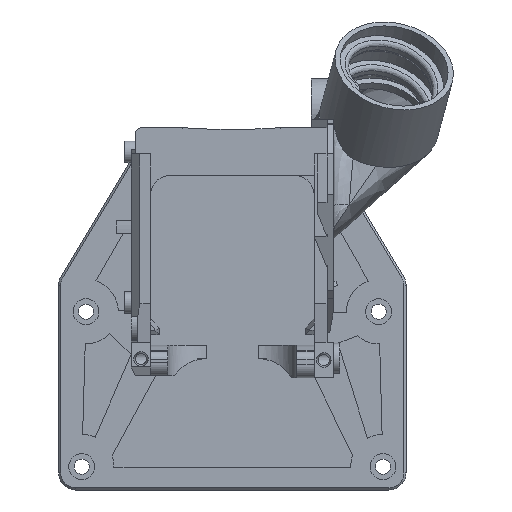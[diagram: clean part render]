
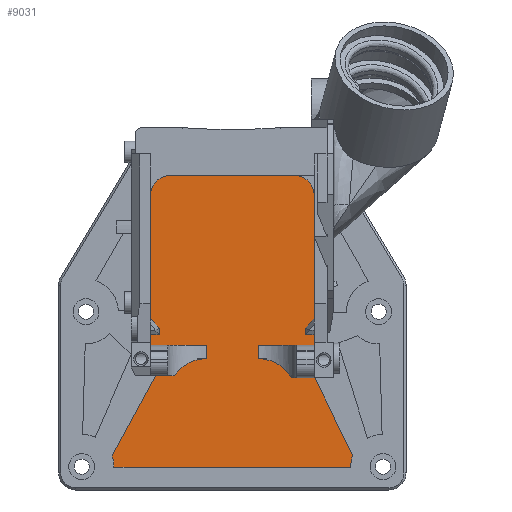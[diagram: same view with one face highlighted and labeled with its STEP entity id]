
A CAD part, front view. The second image highlights one B-rep face of the part: STEP entity #9031.
In plain terms, the highlighted planar face has unit normal (0, -1, 0).
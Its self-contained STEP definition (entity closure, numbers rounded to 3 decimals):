
#248=PLANE('',#9669);
#695=FACE_OUTER_BOUND('',#1198,.T.);
#1198=EDGE_LOOP('',(#7059,#7060,#7061,#7062,#7063,#7064,#7065,#7066,#7067,
#7068,#7069,#7070,#7071,#7072,#7073,#7074,#7075,#7076,#7077,#7078,#7079,
#7080,#7081,#7082));
#1606=CIRCLE('',#9578,4.5);
#1634=CIRCLE('',#9670,4.5);
#1635=CIRCLE('',#9671,7.5);
#1636=CIRCLE('',#9672,7.5);
#2084=LINE('',#15430,#2993);
#2088=LINE('',#15439,#2997);
#2093=LINE('',#15448,#3002);
#2096=LINE('',#15456,#3005);
#2153=LINE('',#16219,#3062);
#2154=LINE('',#16222,#3063);
#2164=LINE('',#16241,#3073);
#2169=LINE('',#16294,#3078);
#2181=LINE('',#16317,#3090);
#2183=LINE('',#16322,#3092);
#2334=LINE('',#16722,#3243);
#2335=LINE('',#16727,#3244);
#2336=LINE('',#16728,#3245);
#2337=LINE('',#16730,#3246);
#2338=LINE('',#16734,#3247);
#2339=LINE('',#16738,#3248);
#2340=LINE('',#16739,#3249);
#2341=LINE('',#16740,#3250);
#2342=LINE('',#16741,#3251);
#2343=LINE('',#16742,#3252);
#2993=VECTOR('',#10671,10.);
#2997=VECTOR('',#10677,10.);
#3002=VECTOR('',#10684,10.);
#3005=VECTOR('',#10689,10.);
#3062=VECTOR('',#10826,10.);
#3063=VECTOR('',#10829,10.);
#3073=VECTOR('',#10847,10.);
#3078=VECTOR('',#10858,10.);
#3090=VECTOR('',#10880,10.);
#3092=VECTOR('',#10884,10.);
#3243=VECTOR('',#11253,10.);
#3244=VECTOR('',#11258,10.);
#3245=VECTOR('',#11259,10.);
#3246=VECTOR('',#11260,10.);
#3247=VECTOR('',#11263,10.);
#3248=VECTOR('',#11266,10.);
#3249=VECTOR('',#11267,10.);
#3250=VECTOR('',#11268,10.);
#3251=VECTOR('',#11269,10.);
#3252=VECTOR('',#11270,10.);
#3973=VERTEX_POINT('',#15427);
#3974=VERTEX_POINT('',#15429);
#3977=VERTEX_POINT('',#15436);
#3978=VERTEX_POINT('',#15438);
#3979=VERTEX_POINT('',#15442);
#3981=VERTEX_POINT('',#15446);
#3984=VERTEX_POINT('',#15453);
#3985=VERTEX_POINT('',#15455);
#4055=VERTEX_POINT('',#16217);
#4056=VERTEX_POINT('',#16221);
#4061=VERTEX_POINT('',#16239);
#4065=VERTEX_POINT('',#16293);
#4071=VERTEX_POINT('',#16315);
#4073=VERTEX_POINT('',#16321);
#4095=VERTEX_POINT('',#16390);
#4096=VERTEX_POINT('',#16392);
#4197=VERTEX_POINT('',#16720);
#4198=VERTEX_POINT('',#16724);
#4199=VERTEX_POINT('',#16725);
#4200=VERTEX_POINT('',#16729);
#4201=VERTEX_POINT('',#16731);
#4202=VERTEX_POINT('',#16733);
#4203=VERTEX_POINT('',#16735);
#4204=VERTEX_POINT('',#16737);
#4947=EDGE_CURVE('',#3973,#3974,#2084,.T.);
#4951=EDGE_CURVE('',#3977,#3978,#2088,.T.);
#4956=EDGE_CURVE('',#3981,#3979,#2093,.T.);
#4959=EDGE_CURVE('',#3984,#3985,#2096,.T.);
#5052=EDGE_CURVE('',#4055,#3984,#2153,.T.);
#5053=EDGE_CURVE('',#3974,#4056,#2154,.T.);
#5063=EDGE_CURVE('',#4061,#3973,#2164,.T.);
#5070=EDGE_CURVE('',#3979,#4065,#2169,.T.);
#5082=EDGE_CURVE('',#4071,#3981,#2181,.T.);
#5084=EDGE_CURVE('',#3978,#4073,#2183,.T.);
#5120=EDGE_CURVE('',#4096,#4095,#1606,.T.);
#5278=EDGE_CURVE('',#4197,#3977,#2334,.T.);
#5279=EDGE_CURVE('',#4198,#4199,#1634,.T.);
#5280=EDGE_CURVE('',#4065,#4199,#2335,.T.);
#5281=EDGE_CURVE('',#4073,#4071,#2336,.T.);
#5282=EDGE_CURVE('',#4200,#4197,#2337,.T.);
#5283=EDGE_CURVE('',#4201,#4200,#1635,.T.);
#5284=EDGE_CURVE('',#4202,#4201,#2338,.T.);
#5285=EDGE_CURVE('',#4203,#4202,#1636,.T.);
#5286=EDGE_CURVE('',#4204,#4203,#2339,.T.);
#5287=EDGE_CURVE('',#3985,#4204,#2340,.T.);
#5288=EDGE_CURVE('',#4056,#4055,#2341,.T.);
#5289=EDGE_CURVE('',#4095,#4061,#2342,.T.);
#5290=EDGE_CURVE('',#4198,#4096,#2343,.T.);
#7059=ORIENTED_EDGE('',*,*,#5279,.T.);
#7060=ORIENTED_EDGE('',*,*,#5280,.F.);
#7061=ORIENTED_EDGE('',*,*,#5070,.F.);
#7062=ORIENTED_EDGE('',*,*,#4956,.F.);
#7063=ORIENTED_EDGE('',*,*,#5082,.F.);
#7064=ORIENTED_EDGE('',*,*,#5281,.F.);
#7065=ORIENTED_EDGE('',*,*,#5084,.F.);
#7066=ORIENTED_EDGE('',*,*,#4951,.F.);
#7067=ORIENTED_EDGE('',*,*,#5278,.F.);
#7068=ORIENTED_EDGE('',*,*,#5282,.F.);
#7069=ORIENTED_EDGE('',*,*,#5283,.F.);
#7070=ORIENTED_EDGE('',*,*,#5284,.F.);
#7071=ORIENTED_EDGE('',*,*,#5285,.F.);
#7072=ORIENTED_EDGE('',*,*,#5286,.F.);
#7073=ORIENTED_EDGE('',*,*,#5287,.F.);
#7074=ORIENTED_EDGE('',*,*,#4959,.F.);
#7075=ORIENTED_EDGE('',*,*,#5052,.F.);
#7076=ORIENTED_EDGE('',*,*,#5288,.F.);
#7077=ORIENTED_EDGE('',*,*,#5053,.F.);
#7078=ORIENTED_EDGE('',*,*,#4947,.F.);
#7079=ORIENTED_EDGE('',*,*,#5063,.F.);
#7080=ORIENTED_EDGE('',*,*,#5289,.F.);
#7081=ORIENTED_EDGE('',*,*,#5120,.F.);
#7082=ORIENTED_EDGE('',*,*,#5290,.F.);
#9031=ADVANCED_FACE('',(#695),#248,.T.);
#9578=AXIS2_PLACEMENT_3D('',#16394,#10951,#10952);
#9669=AXIS2_PLACEMENT_3D('',#16723,#11254,#11255);
#9670=AXIS2_PLACEMENT_3D('',#16726,#11256,#11257);
#9671=AXIS2_PLACEMENT_3D('',#16732,#11261,#11262);
#9672=AXIS2_PLACEMENT_3D('',#16736,#11264,#11265);
#10671=DIRECTION('',(0.,0.,-1.));
#10677=DIRECTION('',(0.,0.,1.));
#10684=DIRECTION('',(0.,0.,1.));
#10689=DIRECTION('',(0.,0.,-1.));
#10826=DIRECTION('',(-1.,0.,0.));
#10829=DIRECTION('',(1.,0.,0.));
#10847=DIRECTION('',(-0.643,0.,-0.766));
#10858=DIRECTION('',(-0.643,0.,0.766));
#10880=DIRECTION('',(1.,0.,0.));
#10884=DIRECTION('',(-1.,0.,0.));
#10951=DIRECTION('center_axis',(0.,1.,0.));
#10952=DIRECTION('ref_axis',(1.,0.,0.));
#11253=DIRECTION('',(1.,0.,0.));
#11254=DIRECTION('center_axis',(0.,-1.,0.));
#11255=DIRECTION('ref_axis',(1.,0.,0.));
#11256=DIRECTION('center_axis',(0.,-1.,0.));
#11257=DIRECTION('ref_axis',(-0.707,0.,0.707));
#11258=DIRECTION('',(0.,0.,1.));
#11259=DIRECTION('',(0.,0.,1.));
#11260=DIRECTION('',(0.479,0.,0.878));
#11261=DIRECTION('center_axis',(0.,-1.,0.));
#11262=DIRECTION('ref_axis',(1.,0.,0.));
#11263=DIRECTION('',(-1.,0.,0.));
#11264=DIRECTION('center_axis',(0.,-1.,0.));
#11265=DIRECTION('ref_axis',(1.,0.,0.));
#11266=DIRECTION('',(0.439,0.,-0.898));
#11267=DIRECTION('',(1.,0.,0.));
#11268=DIRECTION('',(0.,0.,-1.));
#11269=DIRECTION('',(0.,0.,-1.));
#11270=DIRECTION('',(1.,0.,0.));
#15427=CARTESIAN_POINT('',(17.,26.,64.403));
#15429=CARTESIAN_POINT('',(17.,26.,62.903));
#15430=CARTESIAN_POINT('',(17.,26.,62.903));
#15436=CARTESIAN_POINT('',(-6.,26.,57.318));
#15438=CARTESIAN_POINT('',(-6.,26.,60.479));
#15439=CARTESIAN_POINT('',(-6.,26.,60.479));
#15442=CARTESIAN_POINT('',(-17.,26.,64.403));
#15446=CARTESIAN_POINT('',(-17.,26.,62.903));
#15448=CARTESIAN_POINT('',(-17.,26.,64.403));
#15453=CARTESIAN_POINT('',(6.,26.,60.479));
#15455=CARTESIAN_POINT('',(6.,26.,57.318));
#15456=CARTESIAN_POINT('',(6.,26.,57.318));
#16217=CARTESIAN_POINT('',(19.,26.,60.479));
#16219=CARTESIAN_POINT('',(6.,26.,60.479));
#16221=CARTESIAN_POINT('',(19.,26.,62.903));
#16222=CARTESIAN_POINT('',(19.,26.,62.903));
#16239=CARTESIAN_POINT('',(19.,26.,66.787));
#16241=CARTESIAN_POINT('',(17.,26.,64.403));
#16293=CARTESIAN_POINT('',(-19.,26.,66.787));
#16294=CARTESIAN_POINT('',(-19.,26.,66.787));
#16315=CARTESIAN_POINT('',(-19.,26.,62.903));
#16317=CARTESIAN_POINT('',(-17.,26.,62.903));
#16321=CARTESIAN_POINT('',(-19.,26.,60.479));
#16322=CARTESIAN_POINT('',(-19.,26.,60.479));
#16390=CARTESIAN_POINT('',(19.,26.,95.403));
#16392=CARTESIAN_POINT('',(14.5,26.,99.903));
#16394=CARTESIAN_POINT('Origin',(14.5,26.,95.403));
#16720=CARTESIAN_POINT('',(-15.625,26.,57.318));
#16722=CARTESIAN_POINT('',(-6.,26.,57.318));
#16723=CARTESIAN_POINT('Origin',(0.02,26.,65.979));
#16724=CARTESIAN_POINT('',(-14.5,26.,99.903));
#16725=CARTESIAN_POINT('',(-19.,26.,95.403));
#16726=CARTESIAN_POINT('Origin',(-14.5,26.,95.403));
#16727=CARTESIAN_POINT('',(-19.,26.,95.403));
#16728=CARTESIAN_POINT('',(-19.,26.,62.903));
#16729=CARTESIAN_POINT('',(-27.928,26.,34.748));
#16730=CARTESIAN_POINT('',(-27.928,26.,34.748));
#16731=CARTESIAN_POINT('',(-27.503,26.,32.054));
#16732=CARTESIAN_POINT('Origin',(-35.,26.,32.25));
#16733=CARTESIAN_POINT('',(27.503,26.,32.054));
#16734=CARTESIAN_POINT('',(-32.006,26.,32.054));
#16735=CARTESIAN_POINT('',(27.969,26.,34.86));
#16736=CARTESIAN_POINT('Origin',(35.,26.,32.25));
#16737=CARTESIAN_POINT('',(16.995,26.,57.318));
#16738=CARTESIAN_POINT('',(27.969,26.,34.86));
#16739=CARTESIAN_POINT('',(22.,26.,57.318));
#16740=CARTESIAN_POINT('',(19.,26.,60.479));
#16741=CARTESIAN_POINT('',(19.,26.,66.787));
#16742=CARTESIAN_POINT('',(14.5,26.,99.903));
